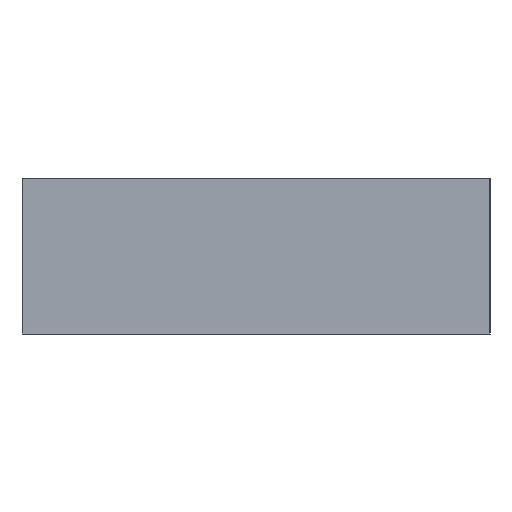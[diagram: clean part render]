
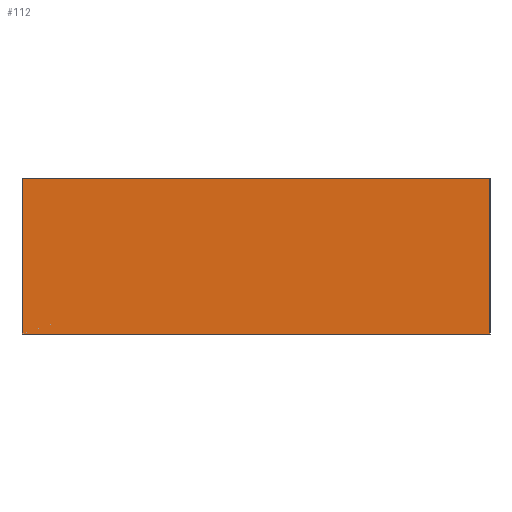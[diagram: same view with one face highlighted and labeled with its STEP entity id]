
A CAD part, left-side view. The second image highlights one B-rep face of the part: STEP entity #112.
In plain terms, the highlighted planar face has unit normal (-1, 0, 0).
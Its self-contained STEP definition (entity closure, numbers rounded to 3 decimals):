
#19=FACE_OUTER_BOUND('',#25,.T.);
#25=EDGE_LOOP('',(#90,#91,#92,#93));
#26=LINE('',#169,#38);
#30=LINE('',#177,#42);
#33=LINE('',#183,#45);
#36=LINE('',#188,#48);
#38=VECTOR('',#143,10.);
#42=VECTOR('',#149,10.);
#45=VECTOR('',#154,10.);
#48=VECTOR('',#159,10.);
#50=VERTEX_POINT('',#167);
#51=VERTEX_POINT('',#168);
#54=VERTEX_POINT('',#176);
#56=VERTEX_POINT('',#182);
#58=EDGE_CURVE('',#50,#51,#26,.T.);
#62=EDGE_CURVE('',#54,#50,#30,.T.);
#65=EDGE_CURVE('',#56,#54,#33,.T.);
#68=EDGE_CURVE('',#51,#56,#36,.T.);
#90=ORIENTED_EDGE('',*,*,#68,.F.);
#91=ORIENTED_EDGE('',*,*,#58,.F.);
#92=ORIENTED_EDGE('',*,*,#62,.F.);
#93=ORIENTED_EDGE('',*,*,#65,.F.);
#99=PLANE('',#138);
#112=ADVANCED_FACE('',(#19),#99,.F.);
#138=AXIS2_PLACEMENT_3D('',#191,#163,#164);
#143=DIRECTION('',(0.,0.,-1.));
#149=DIRECTION('',(0.,-1.,0.));
#154=DIRECTION('',(0.,0.,1.));
#159=DIRECTION('',(0.,1.,0.));
#163=DIRECTION('center_axis',(1.,0.,0.));
#164=DIRECTION('ref_axis',(0.,0.,-1.));
#167=CARTESIAN_POINT('',(0.,0.,0.));
#168=CARTESIAN_POINT('',(0.,0.,-5.));
#169=CARTESIAN_POINT('',(0.,0.,0.));
#176=CARTESIAN_POINT('',(0.,15.,0.));
#177=CARTESIAN_POINT('',(0.,15.,0.));
#182=CARTESIAN_POINT('',(0.,15.,-5.));
#183=CARTESIAN_POINT('',(0.,15.,-5.));
#188=CARTESIAN_POINT('',(0.,0.,-5.));
#191=CARTESIAN_POINT('Origin',(0.,7.5,-2.5));
